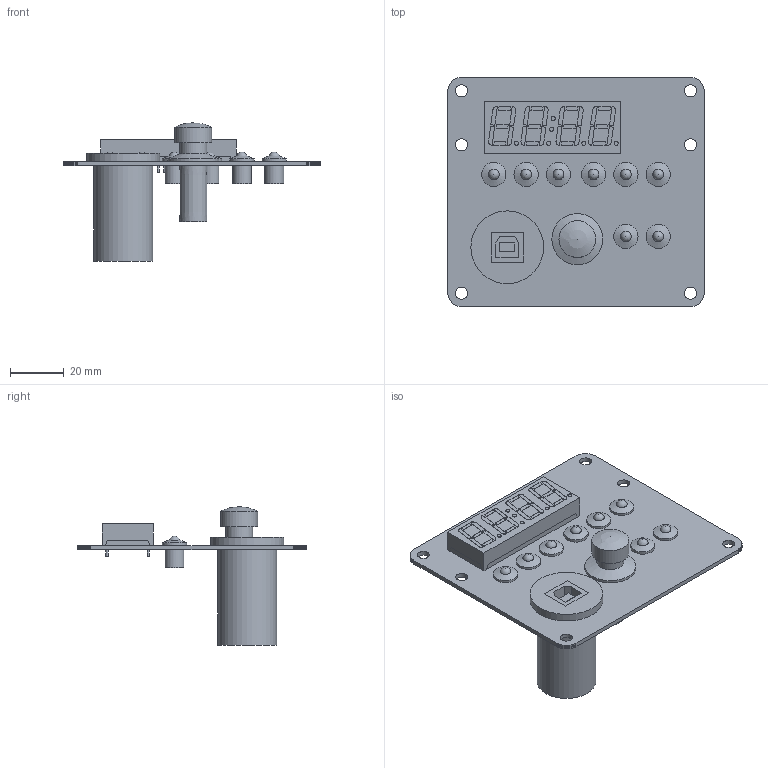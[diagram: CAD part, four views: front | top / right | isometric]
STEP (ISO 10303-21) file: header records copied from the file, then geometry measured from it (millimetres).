
FILE_DESCRIPTION(('KiCad electronic assembly'),'2;1');
FILE_NAME('StatusPanel.step','2023-10-16T10:43:51',('Pcbnew'),('Kicad'), 'Open CASCADE STEP processor 7.6','KiCad to STEP converter','Unknown' );
FILE_SCHEMA(('AUTOMOTIVE_DESIGN { 1 0 10303 214 1 1 1 1 }'));
Length unit declared in the file: millimetre
Products named in the file (16): StatusPanel 1; LED_Bracket_Red; COMPOUND; LED_Bracket_Green; LED_Bracket_Orange; USB; LED_Bracket_Blue; Button; CA56-12CGKWA; SOLID; PCB
Assembly tree (19 placements, depth 3):
  StatusPanel 1
    LED_Bracket_Red  x2
      COMPOUND
    LED_Bracket_Green  x2
      COMPOUND
    LED_Bracket_Orange  x2
      COMPOUND
    USB
      COMPOUND
    LED_Bracket_Blue  x2
      COMPOUND
    Button
      COMPOUND
    CA56-12CGKWA
      SOLID
    PCB
Bounding box: 95 x 85 x 51.36 mm (x, y, z)
Volume: 41490.8 mm3; surface area: 29381.4 mm2
Topology: 23 solids, 23 shells, 446 faces, 1048 edges, 695 vertices
Faces by surface type: plane 323, cylinder 98, cone 16, sphere 9
Full cylindrical faces by diameter (mm): 0.8 x12, 1 x12, 1.5 x6, 4 x16, 4.5 x6, 7 x16, 9 x8, 9.94 x1, 13.66 x1, 13.77 x1, 21.8 x1, 22 x1, 27 x1
Entity records: 27063 total; most frequent: CARTESIAN_POINT 4993, DIRECTION 3834, LINE 2567, VECTOR 2567, ORIENTED_EDGE 1946, PCURVE 1946, DEFINITIONAL_REPRESENTATION 1946, EDGE_CURVE 973
